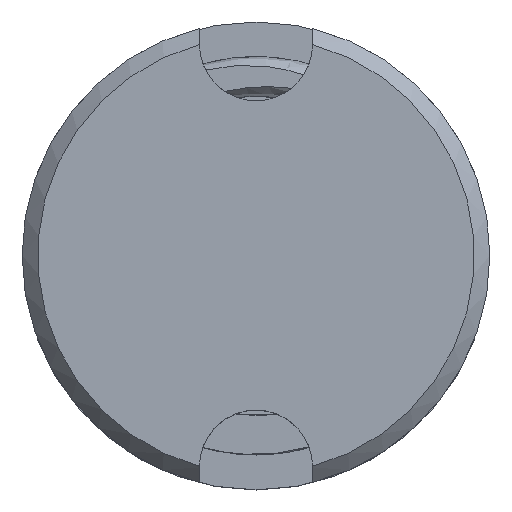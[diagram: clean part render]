
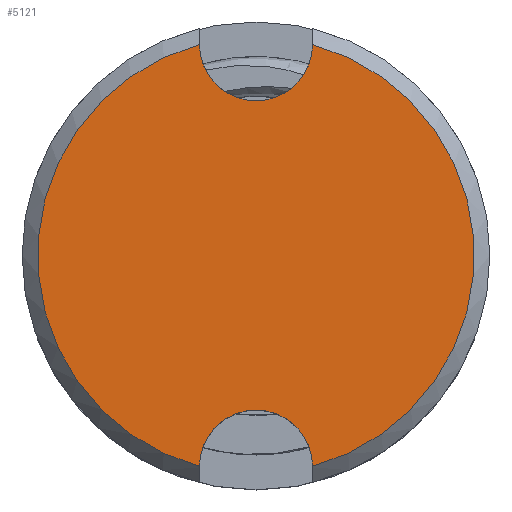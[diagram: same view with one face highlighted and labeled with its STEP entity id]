
A CAD part, top view. The second image highlights one B-rep face of the part: STEP entity #5121.
In plain terms, the highlighted planar face has unit normal (0, 0, 1).
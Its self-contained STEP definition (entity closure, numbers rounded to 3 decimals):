
#4095 = VERTEX_POINT('',#4096);
#4096 = CARTESIAN_POINT('',(-0.363,-1.352,
    2.55));
#4106 = EDGE_CURVE('',#4095,#4107,#4109,.T.);
#4107 = VERTEX_POINT('',#4108);
#4108 = CARTESIAN_POINT('',(0.363,-1.352,2.55)
  );
#4109 = CIRCLE('',#4110,0.363);
#4110 = AXIS2_PLACEMENT_3D('',#4111,#4112,#4113);
#4111 = CARTESIAN_POINT('',(0.,-1.354,
    2.55));
#4112 = DIRECTION('',(0.,0.,-1.));
#4113 = DIRECTION('',(-1.,0.006,0.));
#4183 = EDGE_CURVE('',#4184,#4095,#4186,.T.);
#4184 = VERTEX_POINT('',#4185);
#4185 = CARTESIAN_POINT('',(-0.363,1.352,2.55)
  );
#4186 = CIRCLE('',#4187,1.4);
#4187 = AXIS2_PLACEMENT_3D('',#4188,#4189,#4190);
#4188 = CARTESIAN_POINT('',(0.,0.,
    2.55));
#4189 = DIRECTION('',(0.,0.,1.));
#4190 = DIRECTION('',(-0.259,0.966,0.));
#5031 = VERTEX_POINT('',#5032);
#5032 = CARTESIAN_POINT('',(0.363,1.352,2.55)
  );
#5040 = EDGE_CURVE('',#4184,#5031,#5041,.T.);
#5041 = CIRCLE('',#5042,0.363);
#5042 = AXIS2_PLACEMENT_3D('',#5043,#5044,#5045);
#5043 = CARTESIAN_POINT('',(0.,1.354,
    2.55));
#5044 = DIRECTION('',(0.,0.,1.));
#5045 = DIRECTION('',(-1.,-0.006,0.));
#5088 = EDGE_CURVE('',#4107,#5031,#5089,.T.);
#5089 = CIRCLE('',#5090,1.4);
#5090 = AXIS2_PLACEMENT_3D('',#5091,#5092,#5093);
#5091 = CARTESIAN_POINT('',(0.,0.,
    2.55));
#5092 = DIRECTION('',(0.,0.,1.));
#5093 = DIRECTION('',(0.259,-0.966,0.));
#5121 = ADVANCED_FACE('',(#5122),#5128,.T.);
#5122 = FACE_BOUND('',#5123,.T.);
#5123 = EDGE_LOOP('',(#5124,#5125,#5126,#5127));
#5124 = ORIENTED_EDGE('',*,*,#4106,.T.);
#5125 = ORIENTED_EDGE('',*,*,#5088,.T.);
#5126 = ORIENTED_EDGE('',*,*,#5040,.F.);
#5127 = ORIENTED_EDGE('',*,*,#4183,.T.);
#5128 = PLANE('',#5129);
#5129 = AXIS2_PLACEMENT_3D('',#5130,#5131,#5132);
#5130 = CARTESIAN_POINT('',(0.,0.,
    2.55));
#5131 = DIRECTION('',(0.,0.,1.));
#5132 = DIRECTION('',(0.,1.,0.));
